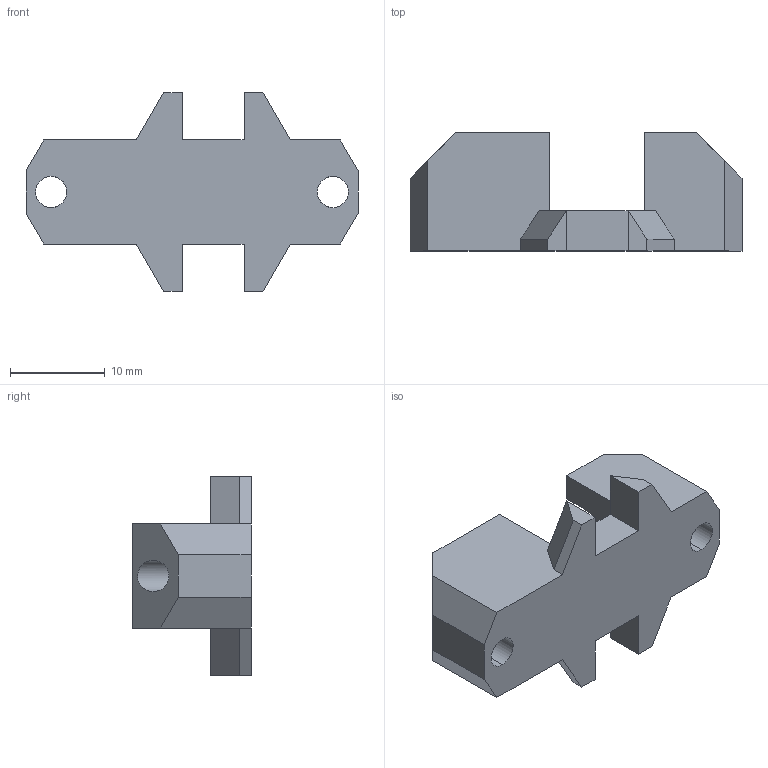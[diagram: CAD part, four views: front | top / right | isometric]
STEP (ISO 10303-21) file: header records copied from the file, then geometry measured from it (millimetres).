
FILE_DESCRIPTION (( 'STEP AP214' ), '1' );
FILE_NAME ('beldholder_up_iddler_V2_PIN_Mod.STEP', '2024-01-28T19:13:15', ( '' ), ( '' ), 'SwSTEP 2.0', 'SolidWorks 2010', '' );
FILE_SCHEMA (( 'AUTOMOTIVE_DESIGN' ));
Length unit declared in the file: millimetre
Products named in the file (1): beldholder_up_iddler_V2_PIN_Mod
Bounding box: 35.1 x 12.5 x 21 mm (x, y, z)
Volume: 3259.8 mm3; surface area: 2297.2 mm2
Topology: 1 solids, 1 shells, 52 faces, 138 edges, 88 vertices
Faces by surface type: plane 45, cylinder 7
Entity records: 1618 total; most frequent: CARTESIAN_POINT 291, ORIENTED_EDGE 276, DIRECTION 250, EDGE_CURVE 138, LINE 124, VECTOR 124, VERTEX_POINT 88, AXIS2_PLACEMENT_3D 63
